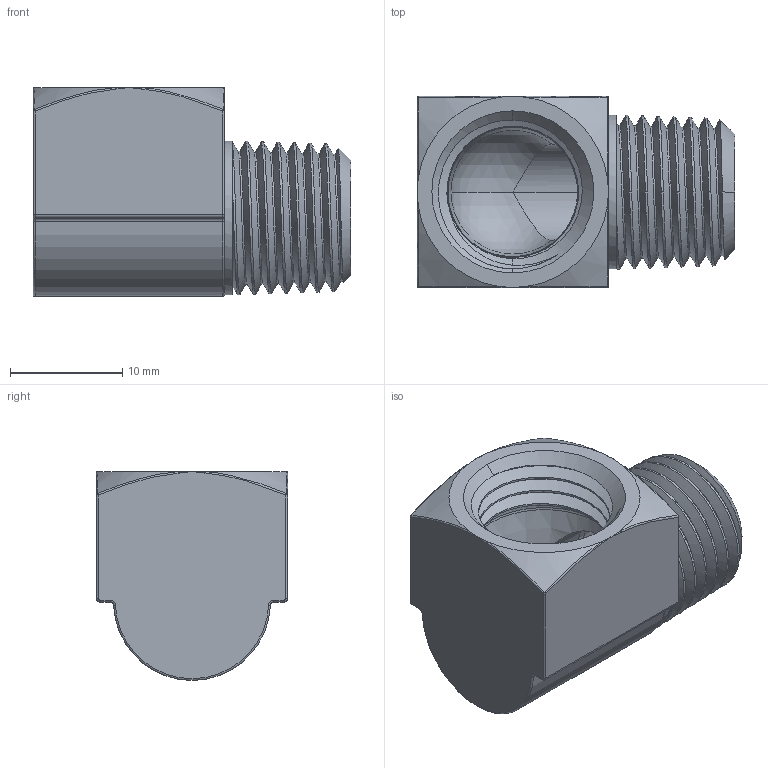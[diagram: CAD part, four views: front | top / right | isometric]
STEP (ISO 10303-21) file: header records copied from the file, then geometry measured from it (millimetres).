
FILE_DESCRIPTION(/* description */ (''),/* implementation_level */ '2;1');
FILE_NAME(/* name */ '116-N2.stp',/* time_stamp */ '2024-01-23T10:04:23-05:00',/* author */ ('esanner'),/* organization */ (''),/* preprocessor_version */ 'ST-DEVELOPER v19',/* originating_system */ 'AutoCAD Mechanical',/* authorisation */ '');
FILE_SCHEMA (('AUTOMOTIVE_DESIGN { 1 0 10303 214 3 1 1 }'));
Length unit declared in the file: millimetre
Products named in the file (2): Product; 116-N2
Assembly tree (1 placements, depth 2):
  Product
    116-N2
Bounding box: 28.26 x 17.02 x 18.6 mm (x, y, z)
Volume: 3427.4 mm3; surface area: 3210.7 mm2
Topology: 1 solids, 1 shells, 109 faces, 274 edges, 158 vertices
Faces by surface type: cone 37, bspline 26, cylinder 19, plane 15, sphere 6, torus 6
Full cylindrical faces by diameter (mm): 8.589 x1, 13.686 x1
Entity records: 18056 total; most frequent: CARTESIAN_POINT 15709, ORIENTED_EDGE 524, DIRECTION 429, EDGE_CURVE 262, AXIS2_PLACEMENT_3D 182, VERTEX_POINT 158, EDGE_LOOP 114, FACE_OUTER_BOUND 109
